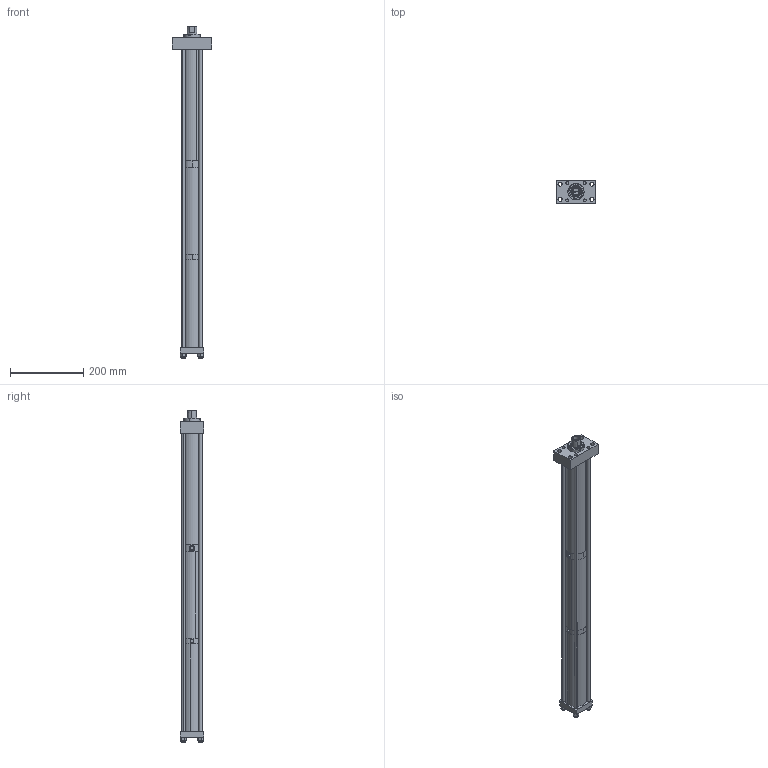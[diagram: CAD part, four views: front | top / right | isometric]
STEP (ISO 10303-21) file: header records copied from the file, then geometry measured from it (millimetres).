
FILE_DESCRIPTION (( 'STEP AP203' ), '1' );
FILE_NAME ('HPI-1-4.00-1.00-FH-2020.STEP', '2020-04-15T13:07:08', ( '' ), ( '' ), 'SwSTEP 2.0', 'SolidWorks 2018', '' );
FILE_SCHEMA (( 'CONFIG_CONTROL_DESIGN' ));
Length unit declared in the file: inch
Products named in the file (12): E0111_4.0; G0110; EI0105_4.00-1.00(12.008"); E0104; E0164; E0113; HPI-1-4.00-1.00-FH-2020; EI0114_1.0; E0118_4.00-1.00(33.978"); F0103; NLN .375; E0101
Assembly tree (17 placements, depth 2):
  HPI-1-4.00-1.00-FH-2020
    E0104
    E0101
    F0103
    G0110
    E0113
    E0164
    NLN .375  x4
    E0111_4.0
    EI0105_4.00-1.00(12.008")
    EI0114_1.0
    E0118_4.00-1.00(33.978")  x4
Bounding box: 107.9 x 63.5 x 907.77 mm (x, y, z)
Volume: 1142340.9 mm3; surface area: 483914.2 mm2
Topology: 17 solids, 17 shells, 291 faces, 634 edges, 410 vertices
Faces by surface type: cylinder 149, plane 112, cone 30
Entity records: 8335 total; most frequent: CARTESIAN_POINT 1483, DIRECTION 1247, ORIENTED_EDGE 1012, AXIS2_PLACEMENT_3D 520, EDGE_CURVE 506, VERTEX_POINT 326, EDGE_LOOP 302, CIRCLE 269
